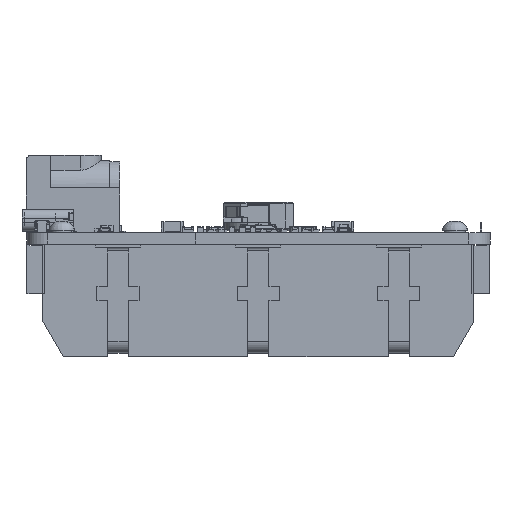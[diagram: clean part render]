
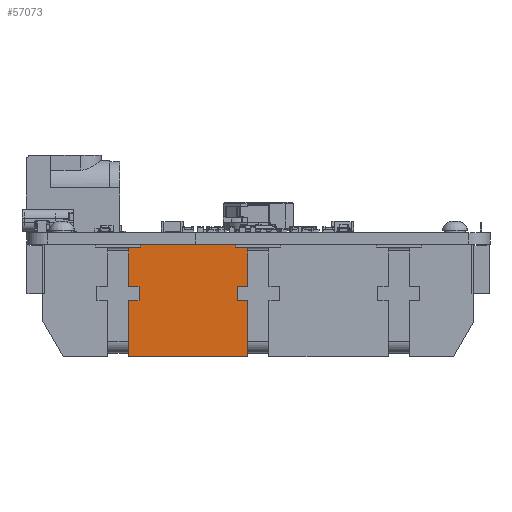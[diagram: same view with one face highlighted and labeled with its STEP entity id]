
A CAD part, left-side view. The second image highlights one B-rep face of the part: STEP entity #57073.
In plain terms, the highlighted face is planar.
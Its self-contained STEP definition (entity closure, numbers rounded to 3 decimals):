
#54988 = VERTEX_POINT('',#54989);
#54989 = CARTESIAN_POINT('',(17.,-38.5,0.));
#54995 = EDGE_CURVE('',#54996,#54988,#54998,.T.);
#54996 = VERTEX_POINT('',#54997);
#54997 = CARTESIAN_POINT('',(3.,-38.5,0.));
#54998 = LINE('',#54999,#55000);
#54999 = CARTESIAN_POINT('',(3.,-38.5,0.));
#55000 = VECTOR('',#55001,1.);
#55001 = DIRECTION('',(1.,0.,0.));
#55581 = VERTEX_POINT('',#55582);
#55582 = CARTESIAN_POINT('',(1.5,-38.5,16.));
#55588 = EDGE_CURVE('',#55589,#55581,#55591,.T.);
#55589 = VERTEX_POINT('',#55590);
#55590 = CARTESIAN_POINT('',(18.5,-38.5,16.));
#55591 = LINE('',#55592,#55593);
#55592 = CARTESIAN_POINT('',(18.5,-38.5,16.));
#55593 = VECTOR('',#55594,1.);
#55594 = DIRECTION('',(-1.,0.,0.));
#57056 = VERTEX_POINT('',#57057);
#57057 = CARTESIAN_POINT('',(17.,-38.5,0.5));
#57063 = EDGE_CURVE('',#57056,#54988,#57064,.T.);
#57064 = LINE('',#57065,#57066);
#57065 = CARTESIAN_POINT('',(17.,-38.5,0.5));
#57066 = VECTOR('',#57067,1.);
#57067 = DIRECTION('',(0.,0.,-1.));
#57073 = ADVANCED_FACE('',(#57074),#57179,.T.);
#57074 = FACE_BOUND('',#57075,.T.);
#57075 = EDGE_LOOP('',(#57076,#57086,#57094,#57102,#57108,#57109,#57110,
    #57118,#57126,#57134,#57142,#57150,#57156,#57157,#57165,#57173));
#57076 = ORIENTED_EDGE('',*,*,#57077,.F.);
#57077 = EDGE_CURVE('',#57078,#57080,#57082,.T.);
#57078 = VERTEX_POINT('',#57079);
#57079 = CARTESIAN_POINT('',(1.5,-38.5,6.));
#57080 = VERTEX_POINT('',#57081);
#57081 = CARTESIAN_POINT('',(3.,-38.5,6.));
#57082 = LINE('',#57083,#57084);
#57083 = CARTESIAN_POINT('',(1.5,-38.5,6.));
#57084 = VECTOR('',#57085,1.);
#57085 = DIRECTION('',(1.,0.,0.));
#57086 = ORIENTED_EDGE('',*,*,#57087,.F.);
#57087 = EDGE_CURVE('',#57088,#57078,#57090,.T.);
#57088 = VERTEX_POINT('',#57089);
#57089 = CARTESIAN_POINT('',(1.5,-38.5,0.5));
#57090 = LINE('',#57091,#57092);
#57091 = CARTESIAN_POINT('',(1.5,-38.5,0.5));
#57092 = VECTOR('',#57093,1.);
#57093 = DIRECTION('',(0.,0.,1.));
#57094 = ORIENTED_EDGE('',*,*,#57095,.F.);
#57095 = EDGE_CURVE('',#57096,#57088,#57098,.T.);
#57096 = VERTEX_POINT('',#57097);
#57097 = CARTESIAN_POINT('',(3.,-38.5,0.5));
#57098 = LINE('',#57099,#57100);
#57099 = CARTESIAN_POINT('',(3.,-38.5,0.5));
#57100 = VECTOR('',#57101,1.);
#57101 = DIRECTION('',(-1.,0.,0.));
#57102 = ORIENTED_EDGE('',*,*,#57103,.F.);
#57103 = EDGE_CURVE('',#54996,#57096,#57104,.T.);
#57104 = LINE('',#57105,#57106);
#57105 = CARTESIAN_POINT('',(3.,-38.5,0.));
#57106 = VECTOR('',#57107,1.);
#57107 = DIRECTION('',(0.,0.,1.));
#57108 = ORIENTED_EDGE('',*,*,#54995,.T.);
#57109 = ORIENTED_EDGE('',*,*,#57063,.F.);
#57110 = ORIENTED_EDGE('',*,*,#57111,.F.);
#57111 = EDGE_CURVE('',#57112,#57056,#57114,.T.);
#57112 = VERTEX_POINT('',#57113);
#57113 = CARTESIAN_POINT('',(18.5,-38.5,0.5));
#57114 = LINE('',#57115,#57116);
#57115 = CARTESIAN_POINT('',(18.5,-38.5,0.5));
#57116 = VECTOR('',#57117,1.);
#57117 = DIRECTION('',(-1.,0.,0.));
#57118 = ORIENTED_EDGE('',*,*,#57119,.F.);
#57119 = EDGE_CURVE('',#57120,#57112,#57122,.T.);
#57120 = VERTEX_POINT('',#57121);
#57121 = CARTESIAN_POINT('',(18.5,-38.5,6.));
#57122 = LINE('',#57123,#57124);
#57123 = CARTESIAN_POINT('',(18.5,-38.5,6.));
#57124 = VECTOR('',#57125,1.);
#57125 = DIRECTION('',(0.,0.,-1.));
#57126 = ORIENTED_EDGE('',*,*,#57127,.F.);
#57127 = EDGE_CURVE('',#57128,#57120,#57130,.T.);
#57128 = VERTEX_POINT('',#57129);
#57129 = CARTESIAN_POINT('',(17.,-38.5,6.));
#57130 = LINE('',#57131,#57132);
#57131 = CARTESIAN_POINT('',(17.,-38.5,6.));
#57132 = VECTOR('',#57133,1.);
#57133 = DIRECTION('',(1.,0.,0.));
#57134 = ORIENTED_EDGE('',*,*,#57135,.F.);
#57135 = EDGE_CURVE('',#57136,#57128,#57138,.T.);
#57136 = VERTEX_POINT('',#57137);
#57137 = CARTESIAN_POINT('',(17.,-38.5,8.));
#57138 = LINE('',#57139,#57140);
#57139 = CARTESIAN_POINT('',(17.,-38.5,8.));
#57140 = VECTOR('',#57141,1.);
#57141 = DIRECTION('',(0.,0.,-1.));
#57142 = ORIENTED_EDGE('',*,*,#57143,.F.);
#57143 = EDGE_CURVE('',#57144,#57136,#57146,.T.);
#57144 = VERTEX_POINT('',#57145);
#57145 = CARTESIAN_POINT('',(18.5,-38.5,8.));
#57146 = LINE('',#57147,#57148);
#57147 = CARTESIAN_POINT('',(18.5,-38.5,8.));
#57148 = VECTOR('',#57149,1.);
#57149 = DIRECTION('',(-1.,0.,0.));
#57150 = ORIENTED_EDGE('',*,*,#57151,.F.);
#57151 = EDGE_CURVE('',#55589,#57144,#57152,.T.);
#57152 = LINE('',#57153,#57154);
#57153 = CARTESIAN_POINT('',(18.5,-38.5,16.));
#57154 = VECTOR('',#57155,1.);
#57155 = DIRECTION('',(0.,0.,-1.));
#57156 = ORIENTED_EDGE('',*,*,#55588,.T.);
#57157 = ORIENTED_EDGE('',*,*,#57158,.F.);
#57158 = EDGE_CURVE('',#57159,#55581,#57161,.T.);
#57159 = VERTEX_POINT('',#57160);
#57160 = CARTESIAN_POINT('',(1.5,-38.5,8.));
#57161 = LINE('',#57162,#57163);
#57162 = CARTESIAN_POINT('',(1.5,-38.5,8.));
#57163 = VECTOR('',#57164,1.);
#57164 = DIRECTION('',(0.,0.,1.));
#57165 = ORIENTED_EDGE('',*,*,#57166,.F.);
#57166 = EDGE_CURVE('',#57167,#57159,#57169,.T.);
#57167 = VERTEX_POINT('',#57168);
#57168 = CARTESIAN_POINT('',(3.,-38.5,8.));
#57169 = LINE('',#57170,#57171);
#57170 = CARTESIAN_POINT('',(3.,-38.5,8.));
#57171 = VECTOR('',#57172,1.);
#57172 = DIRECTION('',(-1.,0.,0.));
#57173 = ORIENTED_EDGE('',*,*,#57174,.F.);
#57174 = EDGE_CURVE('',#57080,#57167,#57175,.T.);
#57175 = LINE('',#57176,#57177);
#57176 = CARTESIAN_POINT('',(3.,-38.5,6.));
#57177 = VECTOR('',#57178,1.);
#57178 = DIRECTION('',(0.,0.,1.));
#57179 = PLANE('',#57180);
#57180 = AXIS2_PLACEMENT_3D('',#57181,#57182,#57183);
#57181 = CARTESIAN_POINT('',(0.,-38.5,0.));
#57182 = DIRECTION('',(0.,-1.,0.));
#57183 = DIRECTION('',(1.,0.,0.));
